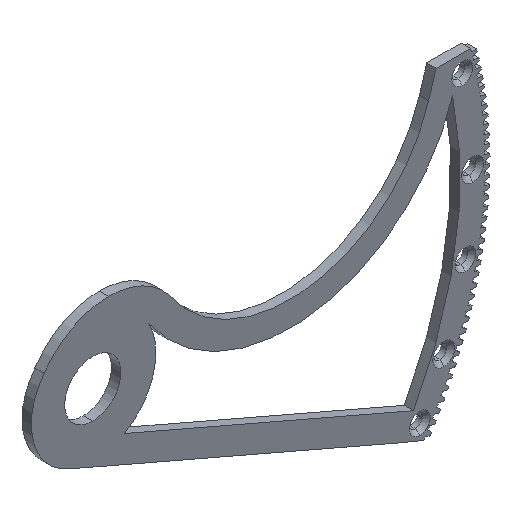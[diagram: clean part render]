
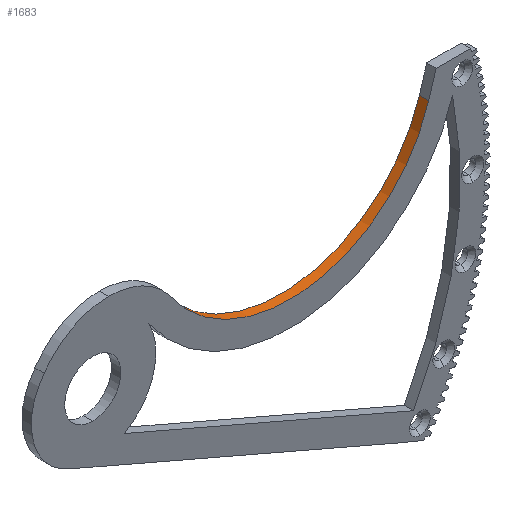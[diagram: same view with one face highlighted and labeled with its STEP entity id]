
A CAD part, isometric view. The second image highlights one B-rep face of the part: STEP entity #1683.
In plain terms, the highlighted cylindrical face has radius 73.998 mm (diameter 147.997 mm), a partial arc.
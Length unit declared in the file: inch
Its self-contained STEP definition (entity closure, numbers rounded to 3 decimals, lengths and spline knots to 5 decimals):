
#223 = DIRECTION ( 'NONE',  ( 0., 0., 1. ) ) ;
#382 = CARTESIAN_POINT ( 'NONE',  ( 1.53794, 0., 0.85628 ) ) ;
#627 = DIRECTION ( 'NONE',  ( 0., 1., 0. ) ) ;
#713 = ORIENTED_EDGE ( 'NONE', *, *, #4495, .T. ) ;
#718 = EDGE_CURVE ( 'NONE', #2941, #5319, #1972, .T. ) ;
#924 = DIRECTION ( 'NONE',  ( 0., 1., 0. ) ) ;
#1090 = DIRECTION ( 'NONE',  ( 0., 1., 0. ) ) ;
#1174 = VECTOR ( 'NONE', #924, 39.37008 ) ;
#1252 = CYLINDRICAL_SURFACE ( 'NONE', #4461, 2.91332 ) ;
#1373 = EDGE_CURVE ( 'NONE', #5319, #3185, #3748, .T. ) ;
#1605 = EDGE_LOOP ( 'NONE', ( #2990, #3019, #4177, #713 ) ) ;
#1683 = ADVANCED_FACE ( 'NONE', ( #5520 ), #1252, .F. ) ;
#1861 = LINE ( 'NONE', #5129, #2503 ) ;
#1972 = CIRCLE ( 'NONE', #3459, 2.91332 ) ;
#2067 = DIRECTION ( 'NONE',  ( 0., 0., -1. ) ) ;
#2422 = VERTEX_POINT ( 'NONE', #4527 ) ;
#2503 = VECTOR ( 'NONE', #3207, 39.37008 ) ;
#2736 = CARTESIAN_POINT ( 'NONE',  ( 1.53794, 0.1875, 0.85628 ) ) ;
#2941 = VERTEX_POINT ( 'NONE', #3301 ) ;
#2967 = CARTESIAN_POINT ( 'NONE',  ( 3.95401, 0., 2.48419 ) ) ;
#2990 = ORIENTED_EDGE ( 'NONE', *, *, #3874, .T. ) ;
#3019 = ORIENTED_EDGE ( 'NONE', *, *, #1373, .F. ) ;
#3161 = CARTESIAN_POINT ( 'NONE',  ( 3.95401, 0., 2.48419 ) ) ;
#3185 = VERTEX_POINT ( 'NONE', #2736 ) ;
#3207 = DIRECTION ( 'NONE',  ( 0., 1., 0. ) ) ;
#3301 = CARTESIAN_POINT ( 'NONE',  ( 6.74105, 0., 1.63575 ) ) ;
#3459 = AXIS2_PLACEMENT_3D ( 'NONE', #2967, #1090, #4923 ) ;
#3465 = DIRECTION ( 'NONE',  ( 0., 1., 0. ) ) ;
#3748 = LINE ( 'NONE', #5308, #1174 ) ;
#3874 = EDGE_CURVE ( 'NONE', #2422, #3185, #5884, .T. ) ;
#3903 = CARTESIAN_POINT ( 'NONE',  ( 3.95401, 0.1875, 2.48419 ) ) ;
#4177 = ORIENTED_EDGE ( 'NONE', *, *, #718, .F. ) ;
#4389 = AXIS2_PLACEMENT_3D ( 'NONE', #3903, #3465, #2067 ) ;
#4461 = AXIS2_PLACEMENT_3D ( 'NONE', #3161, #627, #223 ) ;
#4495 = EDGE_CURVE ( 'NONE', #2941, #2422, #1861, .T. ) ;
#4527 = CARTESIAN_POINT ( 'NONE',  ( 6.74105, 0.1875, 1.63575 ) ) ;
#4923 = DIRECTION ( 'NONE',  ( 0., 0., -1. ) ) ;
#5129 = CARTESIAN_POINT ( 'NONE',  ( 6.74105, 0., 1.63575 ) ) ;
#5308 = CARTESIAN_POINT ( 'NONE',  ( 1.53794, 0., 0.85628 ) ) ;
#5319 = VERTEX_POINT ( 'NONE', #382 ) ;
#5520 = FACE_OUTER_BOUND ( 'NONE', #1605, .T. ) ;
#5884 = CIRCLE ( 'NONE', #4389, 2.91332 ) ;
